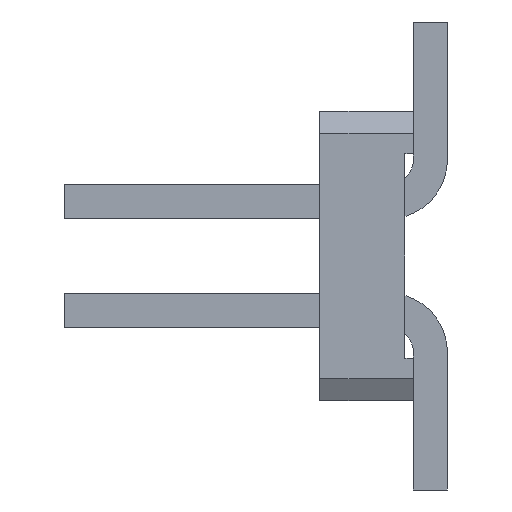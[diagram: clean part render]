
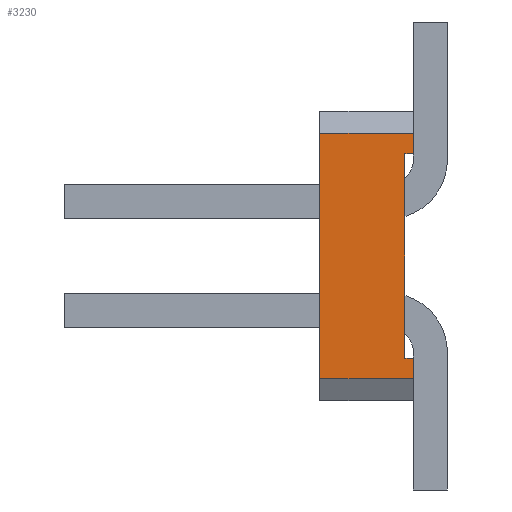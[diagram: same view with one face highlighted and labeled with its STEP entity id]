
A CAD part, left-side view. The second image highlights one B-rep face of the part: STEP entity #3230.
In plain terms, the highlighted planar face has unit normal (-1, 0, 0).
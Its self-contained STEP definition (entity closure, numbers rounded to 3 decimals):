
#9=DIRECTION('',(0.,0.,1.));
#10=VECTOR('',#9,0.24);
#11=CARTESIAN_POINT('',(-0.635,0.,1.2));
#12=LINE('3836',#11,#10);
#46=DIRECTION('',(0.,1.,0.));
#47=VECTOR('',#46,1.1);
#48=CARTESIAN_POINT('',(-0.635,0.,1.44));
#49=LINE('3796',#48,#47);
#50=DIRECTION('',(0.,1.,0.));
#51=VECTOR('',#50,0.1);
#52=CARTESIAN_POINT('',(-0.635,0.,1.2));
#53=LINE('3832',#52,#51);
#54=DIRECTION('',(0.,0.,-1.));
#55=VECTOR('',#54,2.4);
#56=CARTESIAN_POINT('',(-0.635,0.1,1.2));
#57=LINE('3833',#56,#55);
#58=DIRECTION('',(0.,1.,0.));
#59=VECTOR('',#58,0.1);
#60=CARTESIAN_POINT('',(-0.635,0.,-1.2));
#61=LINE('3834',#60,#59);
#62=DIRECTION('',(0.,1.,0.));
#63=VECTOR('',#62,1.1);
#64=CARTESIAN_POINT('',(-0.635,0.,-1.44));
#65=LINE('3795',#64,#63);
#976=DIRECTION('',(0.,0.,1.));
#977=VECTOR('',#976,2.88);
#978=CARTESIAN_POINT('',(-0.635,1.1,-1.44));
#979=LINE('3790',#978,#977);
#1570=DIRECTION('',(0.,0.,1.));
#1571=VECTOR('',#1570,0.24);
#1572=CARTESIAN_POINT('',(-0.635,0.,-1.44));
#1573=LINE('3835',#1572,#1571);
#2378=CARTESIAN_POINT('',(-0.635,0.,-1.44));
#2380=VERTEX_POINT('',#2378);
#2381=CARTESIAN_POINT('',(-0.635,0.,1.44));
#2383=VERTEX_POINT('',#2381);
#2386=CARTESIAN_POINT('',(-0.635,1.1,-1.44));
#2388=VERTEX_POINT('',#2386);
#2389=CARTESIAN_POINT('',(-0.635,1.1,1.44));
#2390=VERTEX_POINT('',#2389);
#2449=CARTESIAN_POINT('',(-0.635,0.,1.2));
#2450=CARTESIAN_POINT('',(-0.635,0.1,1.2));
#2451=VERTEX_POINT('',#2449);
#2452=VERTEX_POINT('',#2450);
#2453=CARTESIAN_POINT('',(-0.635,0.1,-1.2));
#2454=VERTEX_POINT('',#2453);
#2455=CARTESIAN_POINT('',(-0.635,0.,-1.2));
#2456=VERTEX_POINT('',#2455);
#3209=CARTESIAN_POINT('',(-0.635,0.,-1.44));
#3210=DIRECTION('',(-1.,0.,0.));
#3211=DIRECTION('',(0.,0.,1.));
#3212=AXIS2_PLACEMENT_3D('',#3209,#3210,#3211);
#3213=PLANE('3578',#3212);
#3215=ORIENTED_EDGE('3832',*,*,#3214,.T.);
#3217=ORIENTED_EDGE('3833',*,*,#3216,.T.);
#3219=ORIENTED_EDGE('3834',*,*,#3218,.F.);
#3221=ORIENTED_EDGE('3835',*,*,#3220,.F.);
#3223=ORIENTED_EDGE('3795',*,*,#3222,.T.);
#3225=ORIENTED_EDGE('3790',*,*,#3224,.T.);
#3226=ORIENTED_EDGE('3796',*,*,#3201,.F.);
#3227=ORIENTED_EDGE('3836',*,*,#3130,.F.);
#3228=EDGE_LOOP('3578',(#3215,#3217,#3219,#3221,#3223,#3225,#3226,#3227));
#3229=FACE_OUTER_BOUND('3578',#3228,.F.);
#3230=ADVANCED_FACE('3578',(#3229),#3213,.T.);
#3130=EDGE_CURVE('3836',#2451,#2383,#12,.T.);
#3201=EDGE_CURVE('3796',#2383,#2390,#49,.T.);
#3214=EDGE_CURVE('3832',#2451,#2452,#53,.T.);
#3216=EDGE_CURVE('3833',#2452,#2454,#57,.T.);
#3218=EDGE_CURVE('3834',#2456,#2454,#61,.T.);
#3220=EDGE_CURVE('3835',#2380,#2456,#1573,.T.);
#3222=EDGE_CURVE('3795',#2380,#2388,#65,.T.);
#3224=EDGE_CURVE('3790',#2388,#2390,#979,.T.);
